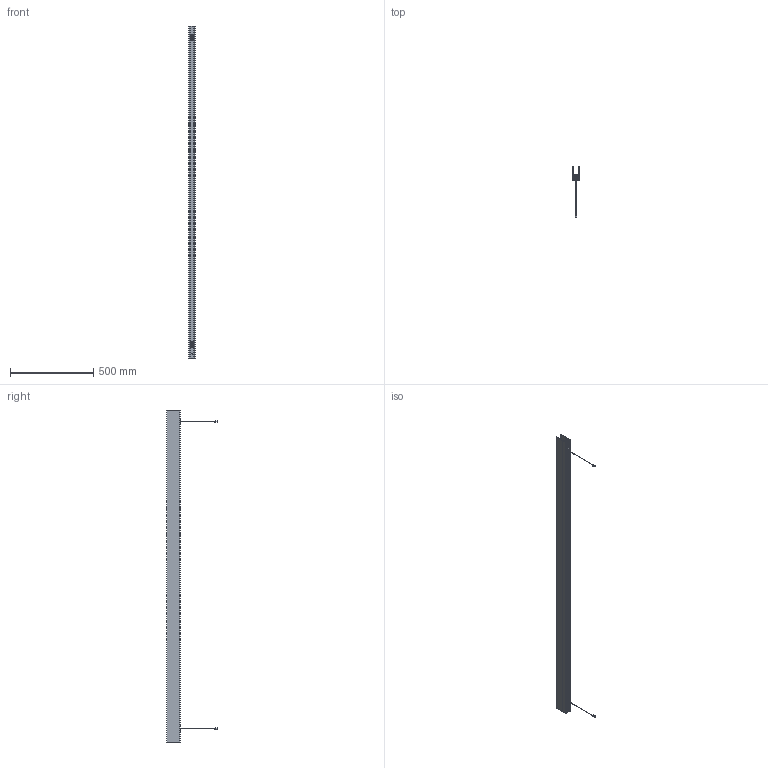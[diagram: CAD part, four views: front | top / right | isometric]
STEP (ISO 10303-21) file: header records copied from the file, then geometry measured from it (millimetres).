
FILE_DESCRIPTION (( 'STEP AP214' ), '1' );
FILE_NAME ('Magnetar surface rail.STEP', '2021-08-16T08:13:28', ( '' ), ( '' ), 'SwSTEP 2.0', 'SolidWorks 2020', '' );
FILE_SCHEMA (( 'AUTOMOTIVE_DESIGN' ));
Length unit declared in the file: millimetre
Products named in the file (9): 12PM101001-11; boksel; 12PM101001-10; Magnetar surface rail; Part2-v3; TUNING HEIGHT; Assem box; 12PM101001-09; surface  install part - Copy
Assembly tree (15 placements, depth 2):
  Magnetar surface rail
    Part2-v3
    Assem box
    12PM101001-09
    12PM101001-10  x2
    12PM101001-11  x4
    surface  install part - Copy  x2
    TUNING HEIGHT  x2
    boksel  x2
Bounding box: 38.2 x 305.26 x 2000 mm (x, y, z)
Volume: 1055095.4 mm3; surface area: 1479011.5 mm2
Topology: 24 solids, 24 shells, 1503 faces, 4044 edges, 2606 vertices
Faces by surface type: plane 840, cylinder 533, cone 70, torus 48, sphere 12
Entity records: 54307 total; most frequent: CARTESIAN_POINT 8504, ORIENTED_EDGE 7548, DIRECTION 7378, EDGE_CURVE 3774, VECTOR 2462, LINE 2462, AXIS2_PLACEMENT_3D 2458, VERTEX_POINT 2446
